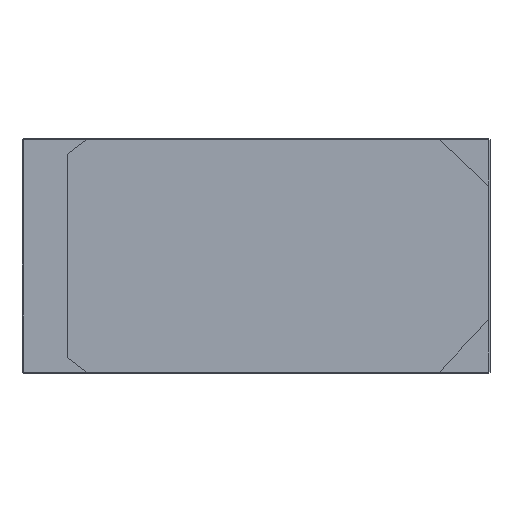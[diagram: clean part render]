
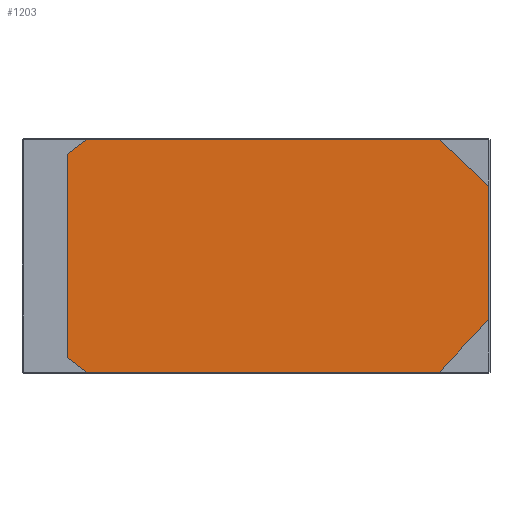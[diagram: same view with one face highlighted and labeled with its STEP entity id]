
A CAD part, top view. The second image highlights one B-rep face of the part: STEP entity #1203.
In plain terms, the highlighted planar face has unit normal (0, 0, 1).
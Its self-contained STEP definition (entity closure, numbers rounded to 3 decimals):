
#133=FACE_OUTER_BOUND('',#200,.T.);
#200=EDGE_LOOP('',(#1074,#1075,#1076,#1077,#1078,#1079,#1080,#1081));
#201=LINE('',#1588,#352);
#205=LINE('',#1596,#356);
#208=LINE('',#1602,#359);
#214=LINE('',#1615,#365);
#220=LINE('',#1628,#371);
#229=LINE('',#1645,#380);
#234=LINE('',#1653,#385);
#290=LINE('',#1769,#441);
#352=VECTOR('',#1293,10.);
#356=VECTOR('',#1299,10.);
#359=VECTOR('',#1304,10.);
#365=VECTOR('',#1314,10.);
#371=VECTOR('',#1324,10.);
#380=VECTOR('',#1339,10.);
#385=VECTOR('',#1346,10.);
#441=VECTOR('',#1442,10.);
#503=VERTEX_POINT('',#1586);
#504=VERTEX_POINT('',#1587);
#507=VERTEX_POINT('',#1595);
#509=VERTEX_POINT('',#1601);
#513=VERTEX_POINT('',#1613);
#514=VERTEX_POINT('',#1614);
#518=VERTEX_POINT('',#1626);
#519=VERTEX_POINT('',#1627);
#605=EDGE_CURVE('',#503,#504,#201,.T.);
#609=EDGE_CURVE('',#507,#503,#205,.T.);
#612=EDGE_CURVE('',#509,#507,#208,.T.);
#618=EDGE_CURVE('',#513,#514,#214,.T.);
#624=EDGE_CURVE('',#518,#519,#220,.T.);
#633=EDGE_CURVE('',#514,#509,#229,.T.);
#638=EDGE_CURVE('',#504,#518,#234,.T.);
#694=EDGE_CURVE('',#519,#513,#290,.T.);
#1074=ORIENTED_EDGE('',*,*,#605,.T.);
#1075=ORIENTED_EDGE('',*,*,#638,.T.);
#1076=ORIENTED_EDGE('',*,*,#624,.T.);
#1077=ORIENTED_EDGE('',*,*,#694,.T.);
#1078=ORIENTED_EDGE('',*,*,#618,.T.);
#1079=ORIENTED_EDGE('',*,*,#633,.T.);
#1080=ORIENTED_EDGE('',*,*,#612,.T.);
#1081=ORIENTED_EDGE('',*,*,#609,.T.);
#1140=PLANE('',#1288);
#1203=ADVANCED_FACE('',(#133),#1140,.T.);
#1288=AXIS2_PLACEMENT_3D('',#1908,#1582,#1583);
#1293=DIRECTION('',(0.805,-0.593,0.));
#1299=DIRECTION('',(0.,-1.,0.));
#1304=DIRECTION('',(-0.805,-0.593,0.));
#1314=DIRECTION('',(-0.728,0.686,0.));
#1324=DIRECTION('',(0.686,0.728,0.));
#1339=DIRECTION('',(-1.,0.,0.));
#1346=DIRECTION('',(1.,0.,0.));
#1442=DIRECTION('',(0.,1.,0.));
#1582=DIRECTION('center_axis',(0.,0.,1.));
#1583=DIRECTION('ref_axis',(1.,0.,0.));
#1586=CARTESIAN_POINT('',(-0.65,-0.35,0.32));
#1587=CARTESIAN_POINT('',(-0.582,-0.4,0.32));
#1588=CARTESIAN_POINT('',(-0.523,-0.444,0.32));
#1595=CARTESIAN_POINT('',(-0.65,0.35,0.32));
#1596=CARTESIAN_POINT('',(-0.65,0.175,0.32));
#1601=CARTESIAN_POINT('',(-0.582,0.4,0.32));
#1602=CARTESIAN_POINT('',(-0.489,0.469,0.32));
#1613=CARTESIAN_POINT('',(0.8,0.24,0.32));
#1614=CARTESIAN_POINT('',(0.63,0.4,0.32));
#1615=CARTESIAN_POINT('',(0.648,0.383,0.32));
#1626=CARTESIAN_POINT('',(0.63,-0.4,0.32));
#1627=CARTESIAN_POINT('',(0.8,-0.22,0.32));
#1628=CARTESIAN_POINT('',(0.582,-0.451,0.32));
#1645=CARTESIAN_POINT('',(-0.8,0.4,0.32));
#1653=CARTESIAN_POINT('',(0.8,-0.4,0.32));
#1769=CARTESIAN_POINT('',(0.8,0.4,0.32));
#1908=CARTESIAN_POINT('Origin',(0.,0.,0.32));
